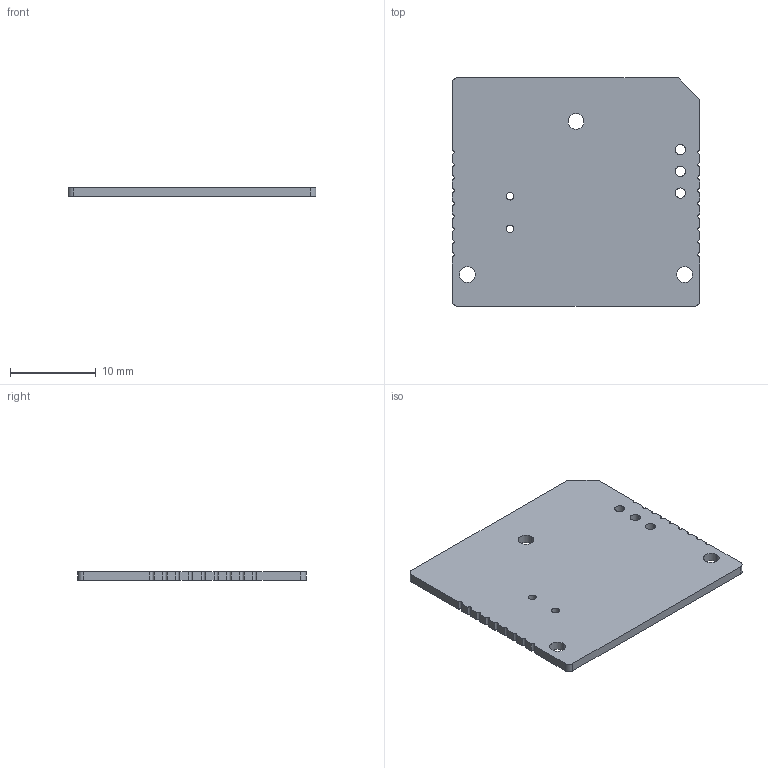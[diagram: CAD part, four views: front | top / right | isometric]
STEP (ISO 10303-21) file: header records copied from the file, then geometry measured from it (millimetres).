
FILE_DESCRIPTION (( 'STEP AP214' ), '1' );
FILE_NAME ('VS_PCB-A.STEP', '2017-05-01T14:32:47', ( '' ), ( '' ), 'SwSTEP 2.0', 'SolidWorks 2016', '' );
FILE_SCHEMA (( 'AUTOMOTIVE_DESIGN' ));
Length unit declared in the file: inch
Products named in the file (1): VS_PCB-A
Bounding box: 28.96 x 26.67 x 1.04 mm (x, y, z)
Volume: 785.6 mm3; surface area: 1663.2 mm2
Topology: 1 solids, 1 shells, 71 faces, 207 edges, 138 vertices
Faces by surface type: cylinder 46, plane 25
Entity records: 2465 total; most frequent: DIRECTION 443, CARTESIAN_POINT 417, ORIENTED_EDGE 414, EDGE_CURVE 207, AXIS2_PLACEMENT_3D 164, VERTEX_POINT 138, LINE 115, VECTOR 115
